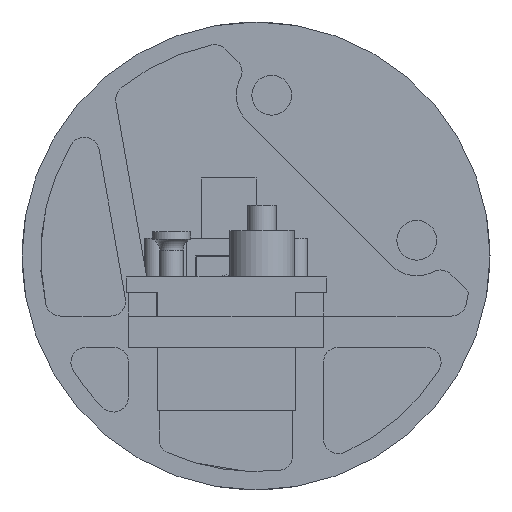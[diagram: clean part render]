
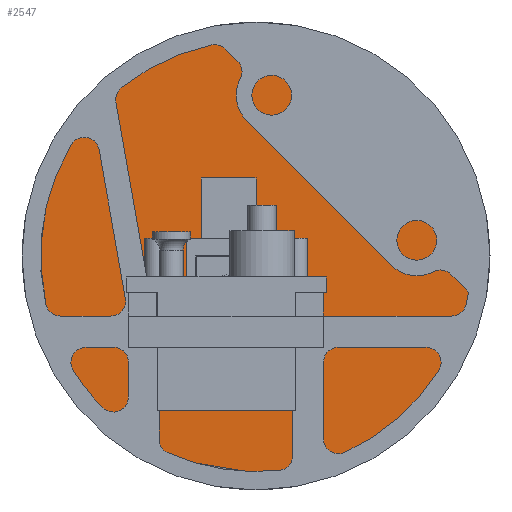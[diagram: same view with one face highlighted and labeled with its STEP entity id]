
A CAD part, front view. The second image highlights one B-rep face of the part: STEP entity #2547.
In plain terms, the highlighted face is planar.
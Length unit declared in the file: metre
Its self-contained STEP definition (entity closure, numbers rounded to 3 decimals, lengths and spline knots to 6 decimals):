
#191=CIRCLE('',#2822,0.037465);
#193=CIRCLE('',#2825,0.005);
#781=ORIENTED_EDGE('',*,*,#1194,.F.);
#782=ORIENTED_EDGE('',*,*,#1195,.T.);
#783=ORIENTED_EDGE('',*,*,#1169,.F.);
#784=ORIENTED_EDGE('',*,*,#1196,.F.);
#785=ORIENTED_EDGE('',*,*,#1178,.T.);
#786=ORIENTED_EDGE('',*,*,#1189,.T.);
#787=ORIENTED_EDGE('',*,*,#1197,.T.);
#788=ORIENTED_EDGE('',*,*,#1192,.T.);
#1169=EDGE_CURVE('',#1433,#1434,#1658,.T.);
#1178=EDGE_CURVE('',#1442,#1443,#1665,.T.);
#1189=EDGE_CURVE('',#1443,#1452,#1674,.T.);
#1192=EDGE_CURVE('',#1453,#1453,#191,.T.);
#1194=EDGE_CURVE('',#1455,#1455,#193,.T.);
#1195=EDGE_CURVE('',#1456,#1434,#1677,.T.);
#1196=EDGE_CURVE('',#1442,#1433,#1678,.T.);
#1197=EDGE_CURVE('',#1452,#1456,#1679,.T.);
#1433=VERTEX_POINT('',#4248);
#1434=VERTEX_POINT('',#4250);
#1442=VERTEX_POINT('',#4268);
#1443=VERTEX_POINT('',#4269);
#1452=VERTEX_POINT('',#4289);
#1453=VERTEX_POINT('',#4295);
#1455=VERTEX_POINT('',#4300);
#1456=VERTEX_POINT('',#4302);
#1658=LINE('',#4249,#1890);
#1665=LINE('',#4267,#1897);
#1674=LINE('',#4290,#1906);
#1677=LINE('',#4301,#1909);
#1678=LINE('',#4303,#1910);
#1679=LINE('',#4304,#1911);
#1890=VECTOR('',#3455,1.);
#1897=VECTOR('',#3468,1.);
#1906=VECTOR('',#3483,1.);
#1909=VECTOR('',#3496,1.);
#1910=VECTOR('',#3497,1.);
#1911=VECTOR('',#3498,1.);
#2107=EDGE_LOOP('',(#781));
#2108=EDGE_LOOP('',(#782,#783,#784,#785,#786,#787));
#2109=EDGE_LOOP('',(#788));
#2314=FACE_BOUND('',#2107,.T.);
#2315=FACE_BOUND('',#2108,.T.);
#2316=FACE_BOUND('',#2109,.T.);
#2413=PLANE('',#2824);
#2547=ADVANCED_FACE('',(#2314,#2315,#2316),#2413,.T.);
#2822=AXIS2_PLACEMENT_3D('',#4294,#3488,#3489);
#2824=AXIS2_PLACEMENT_3D('',#4298,#3492,#3493);
#2825=AXIS2_PLACEMENT_3D('',#4299,#3494,#3495);
#3455=DIRECTION('',(1.,0.,0.));
#3468=DIRECTION('',(1.,0.,0.));
#3483=DIRECTION('',(0.,0.,1.));
#3488=DIRECTION('',(0.,1.,0.));
#3489=DIRECTION('',(1.,0.,0.));
#3492=DIRECTION('',(0.,1.,0.));
#3493=DIRECTION('',(1.,0.,0.));
#3494=DIRECTION('',(0.,1.,0.));
#3495=DIRECTION('',(1.,0.,0.));
#3496=DIRECTION('',(0.,0.,1.));
#3497=DIRECTION('',(0.,0.,1.));
#3498=DIRECTION('',(1.,0.,0.));
#4248=CARTESIAN_POINT('',(-0.009652,0.004,0.));
#4249=CARTESIAN_POINT('',(0.,0.004,0.));
#4250=CARTESIAN_POINT('',(0.0127,0.004,0.));
#4267=CARTESIAN_POINT('',(0.,0.004,-0.009652));
#4268=CARTESIAN_POINT('',(-0.009652,0.004,-0.009652));
#4269=CARTESIAN_POINT('',(0.,0.004,-0.009652));
#4289=CARTESIAN_POINT('',(0.,0.004,-0.00889));
#4290=CARTESIAN_POINT('',(0.,0.004,0.));
#4294=CARTESIAN_POINT('',(0.,0.004,0.));
#4295=CARTESIAN_POINT('',(0.037465,0.004,0.));
#4298=CARTESIAN_POINT('',(0.,0.004,0.));
#4299=CARTESIAN_POINT('',(0.017678,0.004,0.017678));
#4300=CARTESIAN_POINT('',(0.022678,0.004,0.017678));
#4301=CARTESIAN_POINT('',(0.0127,0.004,-0.00889));
#4302=CARTESIAN_POINT('',(0.0127,0.004,-0.00889));
#4303=CARTESIAN_POINT('',(-0.009652,0.004,0.));
#4304=CARTESIAN_POINT('',(0.00635,0.004,-0.00889));
